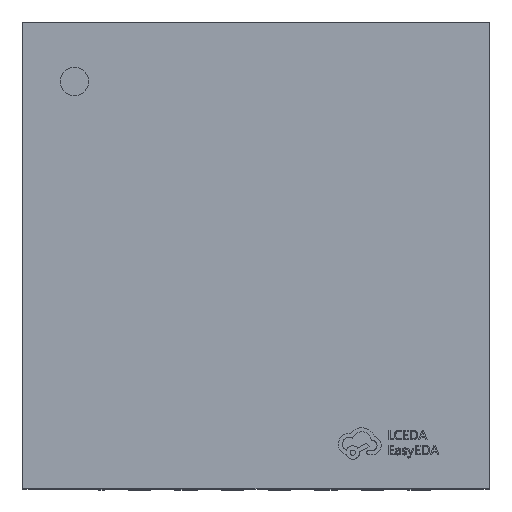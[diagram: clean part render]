
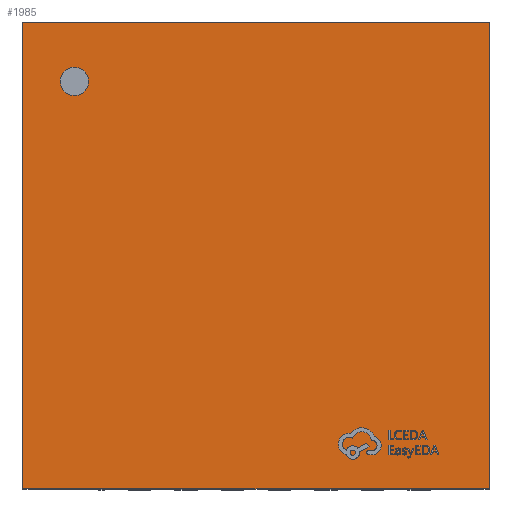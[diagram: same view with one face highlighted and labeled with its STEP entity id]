
A CAD part, top view. The second image highlights one B-rep face of the part: STEP entity #1985.
In plain terms, the highlighted planar face has unit normal (0, 0, 1).
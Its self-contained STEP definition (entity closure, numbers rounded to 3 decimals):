
#435 = FACE_BOUND ( 'NONE', #11911, .T. ) ;
#642 = LINE ( 'NONE', #11169, #16866 ) ;
#1985 = ADVANCED_FACE ( 'NONE', ( #435, #7114 ), #11361, .F. ) ;
#2158 = DIRECTION ( 'NONE',  ( -1., 0., 0. ) ) ;
#2300 = CARTESIAN_POINT ( 'NONE',  ( 2.5, 2.5, 0.75 ) ) ;
#2360 = AXIS2_PLACEMENT_3D ( 'NONE', #19243, #12372, #21306 ) ;
#3054 = AXIS2_PLACEMENT_3D ( 'NONE', #14343, #14468, #7908 ) ;
#3787 = VERTEX_POINT ( 'NONE', #17118 ) ;
#4008 = EDGE_LOOP ( 'NONE', ( #11930, #10738, #10265, #18854 ) ) ;
#4459 = EDGE_CURVE ( 'NONE', #7432, #22961, #19252, .T. ) ;
#5118 = CARTESIAN_POINT ( 'NONE',  ( -2.5, -2.5, 0.75 ) ) ;
#5685 = CARTESIAN_POINT ( 'NONE',  ( -2.5, 2.5, 0.75 ) ) ;
#6365 = VERTEX_POINT ( 'NONE', #5118 ) ;
#7114 = FACE_OUTER_BOUND ( 'NONE', #4008, .T. ) ;
#7432 = VERTEX_POINT ( 'NONE', #19039 ) ;
#7908 = DIRECTION ( 'NONE',  ( 1., 0., 0. ) ) ;
#8029 = DIRECTION ( 'NONE',  ( 0., -1., 0. ) ) ;
#8377 = VERTEX_POINT ( 'NONE', #19305 ) ;
#8460 = VERTEX_POINT ( 'NONE', #11605 ) ;
#8761 = DIRECTION ( 'NONE',  ( 0., 0., -1. ) ) ;
#9674 = DIRECTION ( 'NONE',  ( 1., 0., 0. ) ) ;
#10265 = ORIENTED_EDGE ( 'NONE', *, *, #23249, .T. ) ;
#10465 = ORIENTED_EDGE ( 'NONE', *, *, #4459, .F. ) ;
#10494 = LINE ( 'NONE', #2300, #14100 ) ;
#10650 = CIRCLE ( 'NONE', #2360, 0.153 ) ;
#10738 = ORIENTED_EDGE ( 'NONE', *, *, #23025, .T. ) ;
#11169 = CARTESIAN_POINT ( 'NONE',  ( 2.5, 2.5, 0.75 ) ) ;
#11361 = PLANE ( 'NONE',  #12264 ) ;
#11605 = CARTESIAN_POINT ( 'NONE',  ( 2.5, 2.5, 0.75 ) ) ;
#11911 = EDGE_LOOP ( 'NONE', ( #13010, #10465 ) ) ;
#11930 = ORIENTED_EDGE ( 'NONE', *, *, #17988, .T. ) ;
#12264 = AXIS2_PLACEMENT_3D ( 'NONE', #23294, #8761, #17156 ) ;
#12372 = DIRECTION ( 'NONE',  ( 0., 0., 1. ) ) ;
#13010 = ORIENTED_EDGE ( 'NONE', *, *, #17524, .F. ) ;
#14042 = CARTESIAN_POINT ( 'NONE',  ( 2.5, -2.5, 0.75 ) ) ;
#14100 = VECTOR ( 'NONE', #2158, 1000. ) ;
#14340 = LINE ( 'NONE', #14042, #24272 ) ;
#14343 = CARTESIAN_POINT ( 'NONE',  ( -1.948, 1.872, 0.75 ) ) ;
#14468 = DIRECTION ( 'NONE',  ( 0., 0., 1. ) ) ;
#15942 = VECTOR ( 'NONE', #8029, 1000. ) ;
#16434 = CARTESIAN_POINT ( 'NONE',  ( -1.796, 1.872, 0.75 ) ) ;
#16866 = VECTOR ( 'NONE', #21855, 1000. ) ;
#17118 = CARTESIAN_POINT ( 'NONE',  ( -2.5, 2.5, 0.75 ) ) ;
#17156 = DIRECTION ( 'NONE',  ( -1., 0., 0. ) ) ;
#17524 = EDGE_CURVE ( 'NONE', #22961, #7432, #10650, .T. ) ;
#17988 = EDGE_CURVE ( 'NONE', #3787, #6365, #24656, .T. ) ;
#18541 = EDGE_CURVE ( 'NONE', #8460, #3787, #10494, .T. ) ;
#18854 = ORIENTED_EDGE ( 'NONE', *, *, #18541, .T. ) ;
#19039 = CARTESIAN_POINT ( 'NONE',  ( -2.101, 1.872, 0.75 ) ) ;
#19243 = CARTESIAN_POINT ( 'NONE',  ( -1.948, 1.872, 0.75 ) ) ;
#19252 = CIRCLE ( 'NONE', #3054, 0.153 ) ;
#19305 = CARTESIAN_POINT ( 'NONE',  ( 2.5, -2.5, 0.75 ) ) ;
#21306 = DIRECTION ( 'NONE',  ( 1., 0., 0. ) ) ;
#21855 = DIRECTION ( 'NONE',  ( 0., 1., 0. ) ) ;
#22961 = VERTEX_POINT ( 'NONE', #16434 ) ;
#23025 = EDGE_CURVE ( 'NONE', #6365, #8377, #14340, .T. ) ;
#23249 = EDGE_CURVE ( 'NONE', #8377, #8460, #642, .T. ) ;
#23294 = CARTESIAN_POINT ( 'NONE',  ( 0., 0., 0.75 ) ) ;
#24272 = VECTOR ( 'NONE', #9674, 1000. ) ;
#24656 = LINE ( 'NONE', #5685, #15942 ) ;
